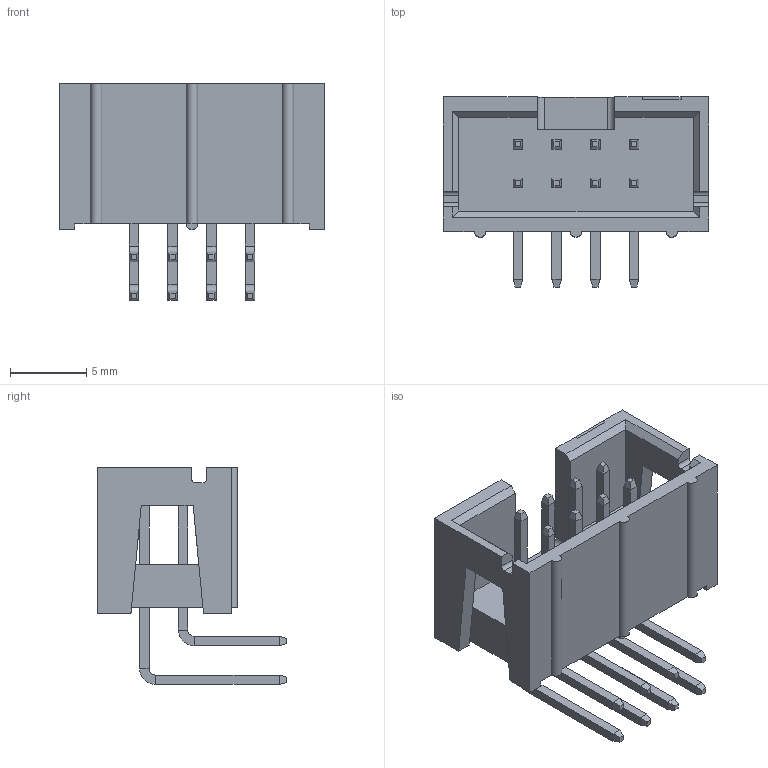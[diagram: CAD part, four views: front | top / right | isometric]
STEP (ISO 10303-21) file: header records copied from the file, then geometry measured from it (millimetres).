
FILE_DESCRIPTION (( 'STEP AP214' ), '1' );
FILE_NAME ('75867-132LF.STEP', '2023-07-13T14:28:29', ( '' ), ( '' ), 'SwSTEP 2.0', 'SolidWorks 2021', '' );
FILE_SCHEMA (( 'AUTOMOTIVE_DESIGN' ));
Length unit declared in the file: millimetre
Products named in the file (3): 75867-132LF; 75867-xxxxLF_(Additional)_75867-132LF; Gold_Contact
Assembly tree (5 placements, depth 2):
  75867-132LF
    75867-xxxxLF_(Additional)_75867-132LF
    Gold_Contact  x4
Bounding box: 17.37 x 12.45 x 14.22 mm (x, y, z)
Volume: 754 mm3; surface area: 1353.9 mm2
Topology: 18 solids, 18 shells, 297 faces, 649 edges, 384 vertices
Faces by surface type: plane 270, cylinder 27
Entity records: 6551 total; most frequent: CARTESIAN_POINT 1092, DIRECTION 1069, ORIENTED_EDGE 1058, EDGE_CURVE 529, VECTOR 475, LINE 475, VERTEX_POINT 312, AXIS2_PLACEMENT_3D 297
